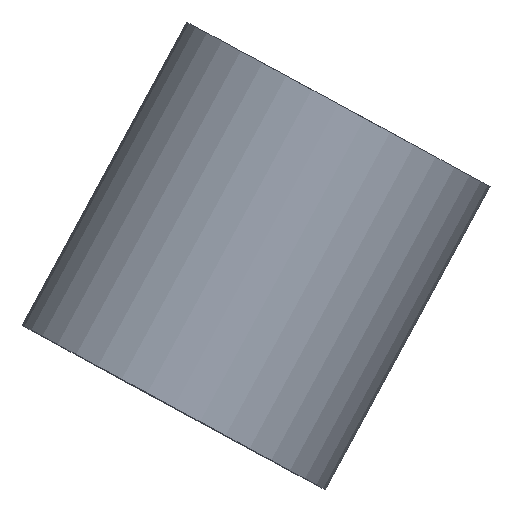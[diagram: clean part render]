
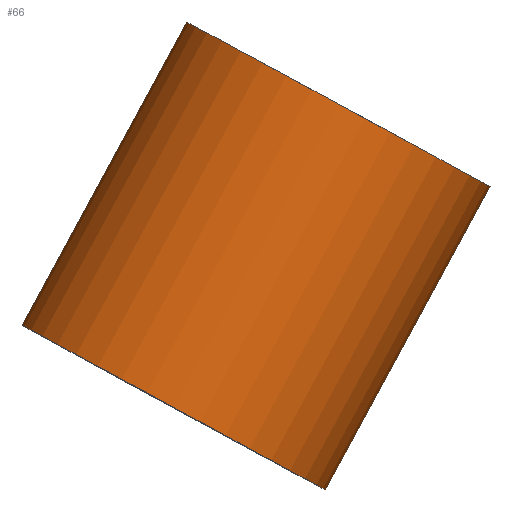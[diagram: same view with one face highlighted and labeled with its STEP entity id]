
A CAD part, top view. The second image highlights one B-rep face of the part: STEP entity #66.
In plain terms, the highlighted cylindrical face has radius 2 mm (diameter 4 mm), a full revolution.
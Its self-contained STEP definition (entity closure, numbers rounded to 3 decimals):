
#24=FACE_OUTER_BOUND('',#28,.T.);
#28=EDGE_LOOP('',(#55,#56,#57,#58));
#34=LINE('',#129,#36);
#36=VECTOR('',#108,2.);
#39=CIRCLE('',#88,2.);
#40=CIRCLE('',#89,2.);
#43=VERTEX_POINT('',#126);
#44=VERTEX_POINT('',#128);
#48=EDGE_CURVE('',#43,#43,#39,.T.);
#49=EDGE_CURVE('',#43,#44,#34,.T.);
#50=EDGE_CURVE('',#44,#44,#40,.T.);
#55=ORIENTED_EDGE('',*,*,#48,.F.);
#56=ORIENTED_EDGE('',*,*,#49,.T.);
#57=ORIENTED_EDGE('',*,*,#50,.T.);
#58=ORIENTED_EDGE('',*,*,#49,.F.);
#64=CYLINDRICAL_SURFACE('',#87,2.);
#66=ADVANCED_FACE('',(#24),#64,.T.);
#87=AXIS2_PLACEMENT_3D('',#125,#104,#105);
#88=AXIS2_PLACEMENT_3D('',#127,#106,#107);
#89=AXIS2_PLACEMENT_3D('',#130,#109,#110);
#104=DIRECTION('center_axis',(0.,0.,1.));
#105=DIRECTION('ref_axis',(1.,0.,0.));
#106=DIRECTION('center_axis',(0.,0.,1.));
#107=DIRECTION('ref_axis',(1.,0.,0.));
#108=DIRECTION('',(0.,0.,-1.));
#109=DIRECTION('center_axis',(0.,0.,1.));
#110=DIRECTION('ref_axis',(1.,0.,0.));
#125=CARTESIAN_POINT('Origin',(0.,0.,0.));
#126=CARTESIAN_POINT('',(-2.,0.,4.));
#127=CARTESIAN_POINT('Origin',(0.,0.,4.));
#128=CARTESIAN_POINT('',(-2.,0.,0.));
#129=CARTESIAN_POINT('',(-2.,0.,0.));
#130=CARTESIAN_POINT('Origin',(0.,0.,0.));
